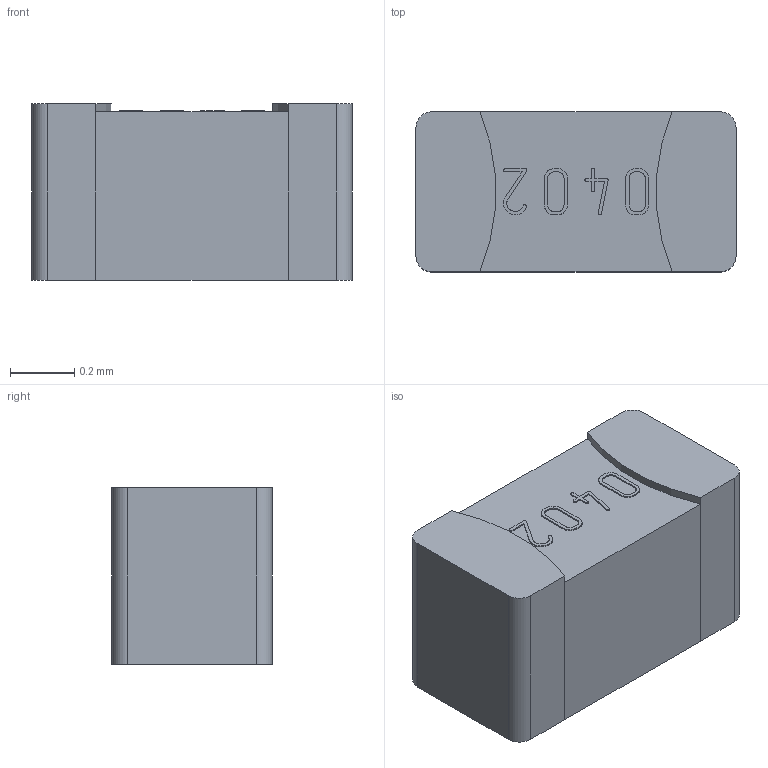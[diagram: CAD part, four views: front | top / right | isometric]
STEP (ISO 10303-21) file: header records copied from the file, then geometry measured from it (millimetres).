
FILE_DESCRIPTION(('STEP AP214'), '1');
FILE_NAME('SMD0402C', '', ('UNSPECIFIED'), ('UNSPECIFIED'), 'C3D Converter', 'C3D Toolkit', '');
FILE_SCHEMA(('AUTOMOTIVE_DESIGN { 1 0 10303 214 3 1 1}'));
Length unit declared in the file: millimetre
Bounding box: 1 x 0.5 x 0.55 mm (x, y, z)
Volume: 0.3 mm3; surface area: 3.7 mm2
Topology: 7 solids, 7 shells, 138 faces, 372 edges, 248 vertices
Faces by surface type: extrusion 72, plane 58, cylinder 8
Entity records: 5456 total; most frequent: CARTESIAN_POINT 1191, ORIENTED_EDGE 744, DIRECTION 450, EDGE_CURVE 372, VECTOR 284, VERTEX_POINT 248, B_SPLINE_CURVE_WITH_KNOTS 216, LINE 212
